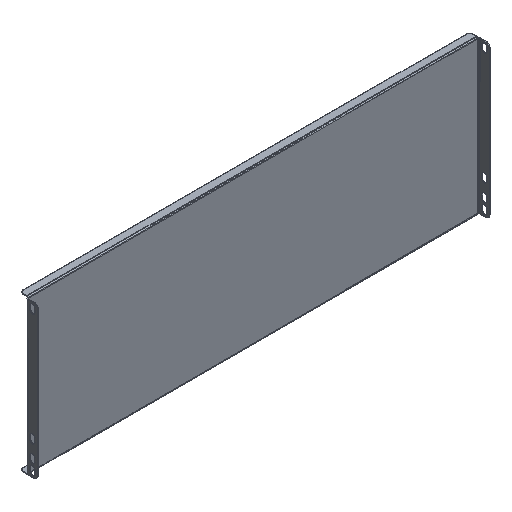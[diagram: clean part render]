
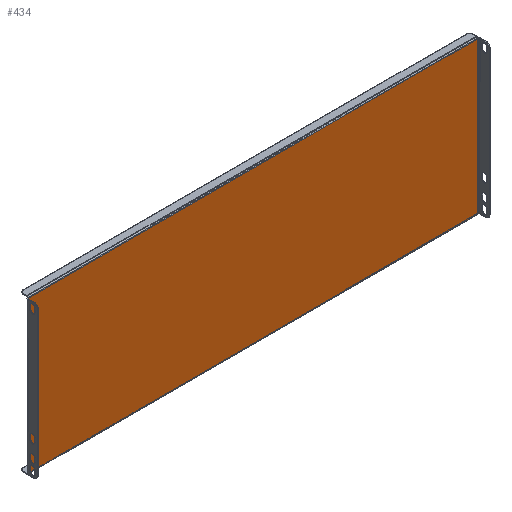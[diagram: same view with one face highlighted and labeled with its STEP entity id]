
A CAD part, isometric view. The second image highlights one B-rep face of the part: STEP entity #434.
In plain terms, the highlighted planar face has unit normal (0, -1, 0).
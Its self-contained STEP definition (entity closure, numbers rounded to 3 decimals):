
#70 = DIRECTION ( 'NONE',  ( 0., 0., 1. ) ) ;
#177 = DIRECTION ( 'NONE',  ( 1., 0., 0. ) ) ;
#199 = LINE ( 'NONE', #2423, #1226 ) ;
#434 = ADVANCED_FACE ( 'NONE', ( #661 ), #1485, .F. ) ;
#487 = ORIENTED_EDGE ( 'NONE', *, *, #764, .F. ) ;
#546 = DIRECTION ( 'NONE',  ( 0., 0., 1. ) ) ;
#599 = ORIENTED_EDGE ( 'NONE', *, *, #2116, .T. ) ;
#661 = FACE_OUTER_BOUND ( 'NONE', #738, .T. ) ;
#673 = VECTOR ( 'NONE', #177, 1000. ) ;
#720 = CARTESIAN_POINT ( 'NONE',  ( 0., -1.2, 0. ) ) ;
#738 = EDGE_LOOP ( 'NONE', ( #1586, #487, #599, #2508 ) ) ;
#759 = CARTESIAN_POINT ( 'NONE',  ( 319.8, -1.2, 107.8 ) ) ;
#764 = EDGE_CURVE ( 'NONE', #1004, #2091, #199, .T. ) ;
#797 = CARTESIAN_POINT ( 'NONE',  ( -319.8, -1.2, 107.8 ) ) ;
#860 = LINE ( 'NONE', #1957, #673 ) ;
#923 = LINE ( 'NONE', #2253, #1310 ) ;
#925 = CARTESIAN_POINT ( 'NONE',  ( -319.8, -1.2, -107.8 ) ) ;
#965 = AXIS2_PLACEMENT_3D ( 'NONE', #720, #1704, #546 ) ;
#1004 = VERTEX_POINT ( 'NONE', #1501 ) ;
#1183 = LINE ( 'NONE', #759, #2448 ) ;
#1226 = VECTOR ( 'NONE', #2433, 1000. ) ;
#1274 = CARTESIAN_POINT ( 'NONE',  ( 319.8, -1.2, -107.8 ) ) ;
#1310 = VECTOR ( 'NONE', #70, 1000. ) ;
#1396 = EDGE_CURVE ( 'NONE', #1682, #1782, #923, .T. ) ;
#1485 = PLANE ( 'NONE',  #965 ) ;
#1501 = CARTESIAN_POINT ( 'NONE',  ( 319.8, -1.2, 107.8 ) ) ;
#1586 = ORIENTED_EDGE ( 'NONE', *, *, #2103, .T. ) ;
#1682 = VERTEX_POINT ( 'NONE', #925 ) ;
#1704 = DIRECTION ( 'NONE',  ( 0., 1., 0. ) ) ;
#1741 = DIRECTION ( 'NONE',  ( -1., 0., 0. ) ) ;
#1782 = VERTEX_POINT ( 'NONE', #797 ) ;
#1957 = CARTESIAN_POINT ( 'NONE',  ( -319.8, -1.2, -107.8 ) ) ;
#2091 = VERTEX_POINT ( 'NONE', #1274 ) ;
#2103 = EDGE_CURVE ( 'NONE', #1682, #2091, #860, .T. ) ;
#2116 = EDGE_CURVE ( 'NONE', #1004, #1782, #1183, .T. ) ;
#2253 = CARTESIAN_POINT ( 'NONE',  ( -319.8, -1.2, -108. ) ) ;
#2423 = CARTESIAN_POINT ( 'NONE',  ( 319.8, -1.2, 108. ) ) ;
#2433 = DIRECTION ( 'NONE',  ( 0., 0., -1. ) ) ;
#2448 = VECTOR ( 'NONE', #1741, 1000. ) ;
#2508 = ORIENTED_EDGE ( 'NONE', *, *, #1396, .F. ) ;
